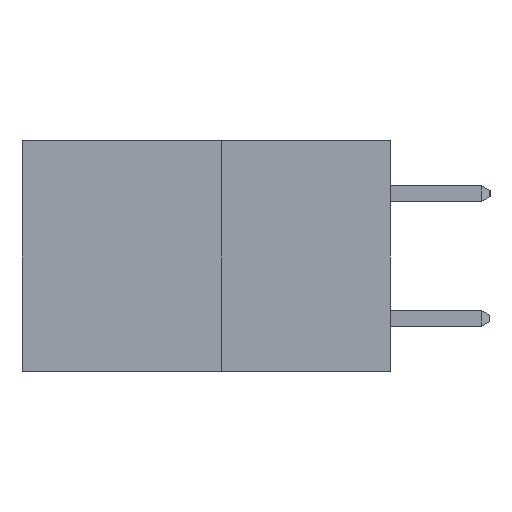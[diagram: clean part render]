
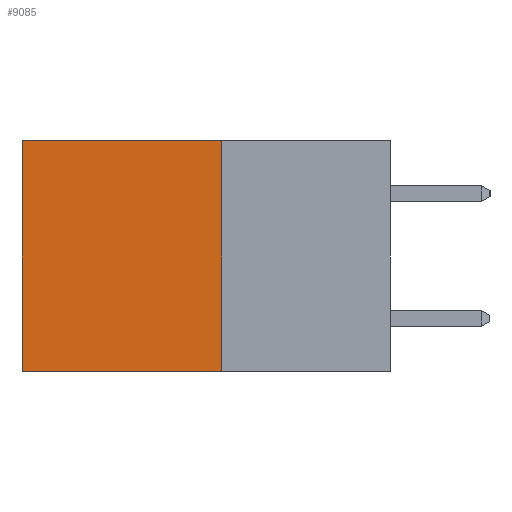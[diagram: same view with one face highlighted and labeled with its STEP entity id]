
A CAD part, left-side view. The second image highlights one B-rep face of the part: STEP entity #9085.
In plain terms, the highlighted planar face has unit normal (-1, 0, 0).
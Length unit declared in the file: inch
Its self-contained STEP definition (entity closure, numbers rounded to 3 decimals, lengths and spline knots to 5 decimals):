
#34 = VERTEX_POINT ( 'NONE', #16880 ) ;
#579 = VECTOR ( 'NONE', #16626, 39.37008 ) ;
#1414 = CARTESIAN_POINT ( 'NONE',  ( 0.277, 0.27, -0.37 ) ) ;
#1749 = VERTEX_POINT ( 'NONE', #13713 ) ;
#1824 = EDGE_CURVE ( 'NONE', #34, #10928, #16195, .T. ) ;
#2207 = PLANE ( 'NONE',  #19888 ) ;
#2212 = VECTOR ( 'NONE', #3636, 39.37008 ) ;
#2279 = CARTESIAN_POINT ( 'NONE',  ( 0.277, 0.59, -0.37 ) ) ;
#2728 = ORIENTED_EDGE ( 'NONE', *, *, #8633, .T. ) ;
#2738 = CARTESIAN_POINT ( 'NONE',  ( 0.277, 0.27, 0. ) ) ;
#3636 = DIRECTION ( 'NONE',  ( 0., 1., 0. ) ) ;
#3809 = LINE ( 'NONE', #13715, #21015 ) ;
#3872 = DIRECTION ( 'NONE',  ( 1., 0., 0. ) ) ;
#5077 = ORIENTED_EDGE ( 'NONE', *, *, #19841, .F. ) ;
#5188 = VECTOR ( 'NONE', #5258, 39.37008 ) ;
#5201 = DIRECTION ( 'NONE',  ( 0., 0., -1. ) ) ;
#5258 = DIRECTION ( 'NONE',  ( 0., 1., 0. ) ) ;
#5642 = CARTESIAN_POINT ( 'NONE',  ( 0.277, 0.27, 0. ) ) ;
#6922 = LINE ( 'NONE', #2738, #2212 ) ;
#8633 = EDGE_CURVE ( 'NONE', #15964, #34, #6922, .T. ) ;
#9085 = ADVANCED_FACE ( 'NONE', ( #21057 ), #2207, .F. ) ;
#10278 = ORIENTED_EDGE ( 'NONE', *, *, #19944, .F. ) ;
#10499 = CARTESIAN_POINT ( 'NONE',  ( 0.277, 0.27, -0.37 ) ) ;
#10928 = VERTEX_POINT ( 'NONE', #2279 ) ;
#13713 = CARTESIAN_POINT ( 'NONE',  ( 0.277, 0.27, -0.37 ) ) ;
#13715 = CARTESIAN_POINT ( 'NONE',  ( 0.277, 0.27, -0.37 ) ) ;
#15964 = VERTEX_POINT ( 'NONE', #5642 ) ;
#16195 = LINE ( 'NONE', #20157, #579 ) ;
#16626 = DIRECTION ( 'NONE',  ( 0., 0., -1. ) ) ;
#16880 = CARTESIAN_POINT ( 'NONE',  ( 0.277, 0.59, 0. ) ) ;
#17228 = ORIENTED_EDGE ( 'NONE', *, *, #1824, .T. ) ;
#18263 = EDGE_LOOP ( 'NONE', ( #17228, #10278, #5077, #2728 ) ) ;
#19454 = LINE ( 'NONE', #10499, #5188 ) ;
#19841 = EDGE_CURVE ( 'NONE', #15964, #1749, #3809, .T. ) ;
#19888 = AXIS2_PLACEMENT_3D ( 'NONE', #1414, #3872, #5201 ) ;
#19944 = EDGE_CURVE ( 'NONE', #1749, #10928, #19454, .T. ) ;
#20157 = CARTESIAN_POINT ( 'NONE',  ( 0.277, 0.59, -0.37 ) ) ;
#20442 = DIRECTION ( 'NONE',  ( 0., 0., -1. ) ) ;
#21015 = VECTOR ( 'NONE', #20442, 39.37008 ) ;
#21057 = FACE_OUTER_BOUND ( 'NONE', #18263, .T. ) ;
